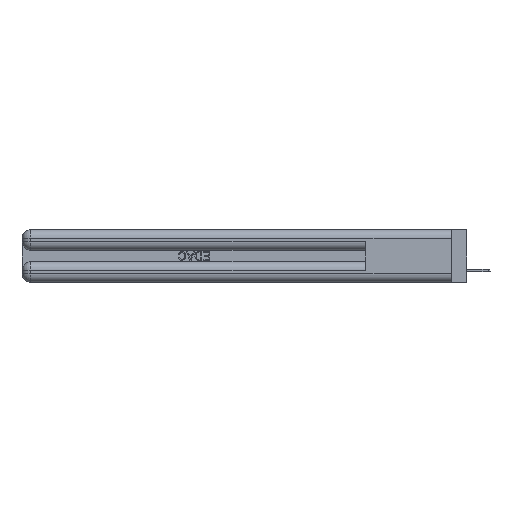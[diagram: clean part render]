
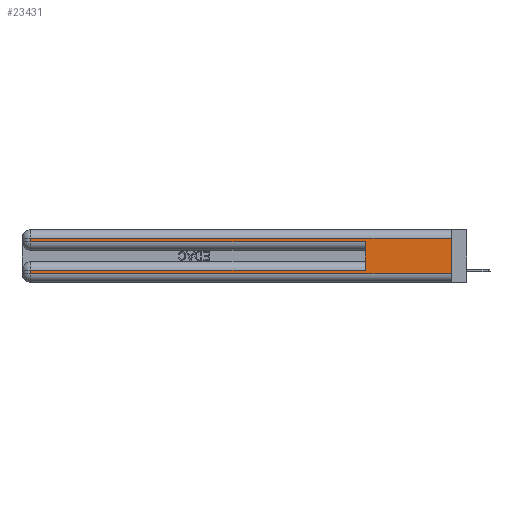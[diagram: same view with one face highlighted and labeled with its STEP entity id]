
A CAD part, left-side view. The second image highlights one B-rep face of the part: STEP entity #23431.
In plain terms, the highlighted planar face has unit normal (-1, 0, 0).
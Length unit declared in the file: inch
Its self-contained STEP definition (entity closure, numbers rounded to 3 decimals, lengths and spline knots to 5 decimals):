
#505 = ORIENTED_EDGE ( 'NONE', *, *, #15732, .T. ) ;
#1523 = CARTESIAN_POINT ( 'NONE',  ( 0., 0., 0.37 ) ) ;
#1598 = ORIENTED_EDGE ( 'NONE', *, *, #9989, .T. ) ;
#2020 = ORIENTED_EDGE ( 'NONE', *, *, #12457, .T. ) ;
#2408 = DIRECTION ( 'NONE',  ( 0., -1., 0. ) ) ;
#2968 = DIRECTION ( 'NONE',  ( 0., 0., -1. ) ) ;
#3512 = LINE ( 'NONE', #3625, #35607 ) ;
#3625 = CARTESIAN_POINT ( 'NONE',  ( 0., 2.94, 0.37 ) ) ;
#3766 = DIRECTION ( 'NONE',  ( 0., 1., 0. ) ) ;
#6306 = CARTESIAN_POINT ( 'NONE',  ( 0., 0., 0.06 ) ) ;
#6410 = DIRECTION ( 'NONE',  ( 0., 0., -1. ) ) ;
#6866 = CARTESIAN_POINT ( 'NONE',  ( 0., 0.6, 0.285 ) ) ;
#7211 = VERTEX_POINT ( 'NONE', #22444 ) ;
#8397 = VERTEX_POINT ( 'NONE', #40489 ) ;
#9857 = DIRECTION ( 'NONE',  ( 0., 1., 0. ) ) ;
#9870 = VERTEX_POINT ( 'NONE', #6866 ) ;
#9989 = EDGE_CURVE ( 'NONE', #49596, #9870, #17745, .T. ) ;
#10178 = DIRECTION ( 'NONE',  ( 1., 0., 0. ) ) ;
#10647 = VECTOR ( 'NONE', #3766, 39.37008 ) ;
#10831 = DIRECTION ( 'NONE',  ( 0., -1., 0. ) ) ;
#11819 = EDGE_CURVE ( 'NONE', #41029, #44174, #31188, .T. ) ;
#12457 = EDGE_CURVE ( 'NONE', #30905, #22833, #3512, .T. ) ;
#12907 = VECTOR ( 'NONE', #41668, 39.37008 ) ;
#12988 = AXIS2_PLACEMENT_3D ( 'NONE', #1523, #10178, #6410 ) ;
#14761 = LINE ( 'NONE', #41979, #44263 ) ;
#15193 = CARTESIAN_POINT ( 'NONE',  ( 0., 2.94, 0.085 ) ) ;
#15732 = EDGE_CURVE ( 'NONE', #44174, #49596, #14761, .T. ) ;
#17525 = VECTOR ( 'NONE', #49197, 39.37008 ) ;
#17745 = LINE ( 'NONE', #26049, #45349 ) ;
#21379 = CARTESIAN_POINT ( 'NONE',  ( 0., 0., 0.37 ) ) ;
#21764 = ORIENTED_EDGE ( 'NONE', *, *, #41394, .T. ) ;
#22306 = CARTESIAN_POINT ( 'NONE',  ( 0., 0.6, 0.145 ) ) ;
#22444 = CARTESIAN_POINT ( 'NONE',  ( 0., 0., 0.06 ) ) ;
#22725 = LINE ( 'NONE', #22306, #17525 ) ;
#22833 = VERTEX_POINT ( 'NONE', #25833 ) ;
#23431 = ADVANCED_FACE ( 'NONE', ( #43322 ), #30998, .F. ) ;
#24270 = EDGE_CURVE ( 'NONE', #8397, #9870, #22725, .T. ) ;
#25674 = DIRECTION ( 'NONE',  ( 0., 0., -1. ) ) ;
#25833 = CARTESIAN_POINT ( 'NONE',  ( 0., 2.94, 0.06 ) ) ;
#26049 = CARTESIAN_POINT ( 'NONE',  ( 0., 0., 0.285 ) ) ;
#26991 = LINE ( 'NONE', #6306, #39139 ) ;
#27570 = VECTOR ( 'NONE', #9857, 39.37008 ) ;
#28784 = CARTESIAN_POINT ( 'NONE',  ( 0., 0., 0.31 ) ) ;
#29740 = EDGE_CURVE ( 'NONE', #8397, #30905, #36491, .T. ) ;
#30905 = VERTEX_POINT ( 'NONE', #15193 ) ;
#30998 = PLANE ( 'NONE',  #12988 ) ;
#31188 = LINE ( 'NONE', #35877, #10647 ) ;
#33792 = EDGE_LOOP ( 'NONE', ( #45339, #49931, #505, #1598, #39278, #47541, #2020, #21764 ) ) ;
#35607 = VECTOR ( 'NONE', #2968, 39.37008 ) ;
#35877 = CARTESIAN_POINT ( 'NONE',  ( 0., 0., 0.31 ) ) ;
#36093 = LINE ( 'NONE', #21379, #12907 ) ;
#36491 = LINE ( 'NONE', #42455, #27570 ) ;
#39139 = VECTOR ( 'NONE', #10831, 39.37008 ) ;
#39278 = ORIENTED_EDGE ( 'NONE', *, *, #24270, .F. ) ;
#40489 = CARTESIAN_POINT ( 'NONE',  ( 0., 0.6, 0.085 ) ) ;
#41029 = VERTEX_POINT ( 'NONE', #28784 ) ;
#41394 = EDGE_CURVE ( 'NONE', #22833, #7211, #26991, .T. ) ;
#41668 = DIRECTION ( 'NONE',  ( 0., 0., -1. ) ) ;
#41979 = CARTESIAN_POINT ( 'NONE',  ( 0., 2.94, 0.37 ) ) ;
#42455 = CARTESIAN_POINT ( 'NONE',  ( 0., 0., 0.085 ) ) ;
#43322 = FACE_OUTER_BOUND ( 'NONE', #33792, .T. ) ;
#43594 = EDGE_CURVE ( 'NONE', #41029, #7211, #36093, .T. ) ;
#44174 = VERTEX_POINT ( 'NONE', #48173 ) ;
#44263 = VECTOR ( 'NONE', #25674, 39.37008 ) ;
#45339 = ORIENTED_EDGE ( 'NONE', *, *, #43594, .F. ) ;
#45349 = VECTOR ( 'NONE', #2408, 39.37008 ) ;
#47541 = ORIENTED_EDGE ( 'NONE', *, *, #29740, .T. ) ;
#48173 = CARTESIAN_POINT ( 'NONE',  ( 0., 2.94, 0.31 ) ) ;
#48794 = CARTESIAN_POINT ( 'NONE',  ( 0., 2.94, 0.285 ) ) ;
#49197 = DIRECTION ( 'NONE',  ( 0., 0., 1. ) ) ;
#49596 = VERTEX_POINT ( 'NONE', #48794 ) ;
#49931 = ORIENTED_EDGE ( 'NONE', *, *, #11819, .T. ) ;
